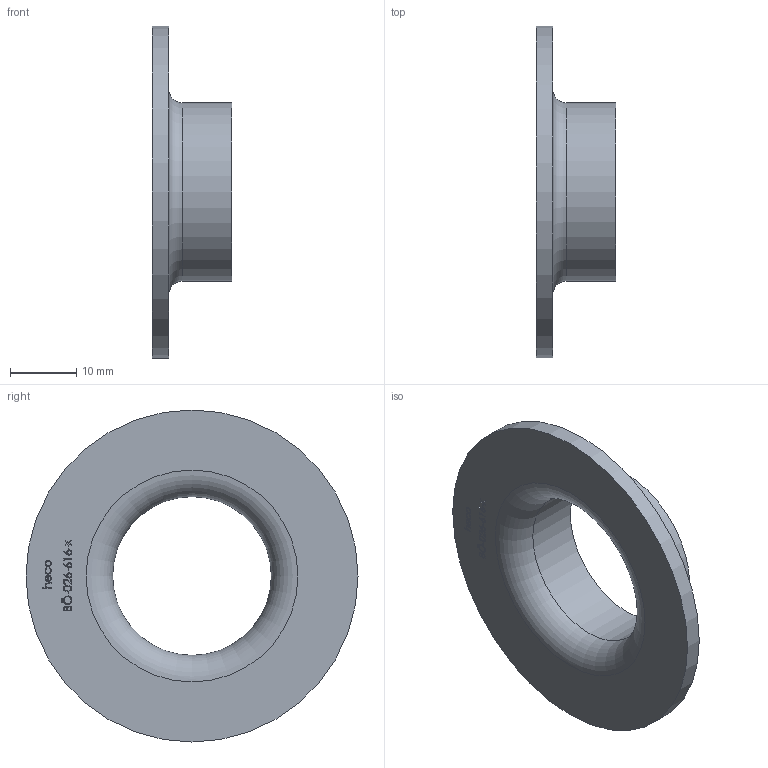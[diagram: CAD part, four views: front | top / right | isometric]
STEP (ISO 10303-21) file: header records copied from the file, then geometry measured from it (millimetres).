
FILE_DESCRIPTION (( 'STEP AP214' ), '1' );
FILE_NAME ('BÖ-026-616-x Vorschweissbördel 2010.STEP', '2020-10-09T08:05:55', ( '' ), ( '' ), 'SwSTEP 2.0', 'SolidWorks 2019', '' );
FILE_SCHEMA (( 'AUTOMOTIVE_DESIGN' ));
Length unit declared in the file: millimetre
Products named in the file (1): BÖ-026-616-x Vorschweissbördel 2010
Bounding box: 12 x 50 x 50 mm (x, y, z)
Volume: 4720.5 mm3; surface area: 4961.5 mm2
Topology: 1 solids, 1 shells, 204 faces, 521 edges, 347 vertices
Faces by surface type: bspline 102, plane 97, cylinder 3, torus 2
Full cylindrical faces by diameter (mm): 23.9 x1, 26.9 x1, 50 x1
Entity records: 13806 total; most frequent: CARTESIAN_POINT 7480, ORIENTED_EDGE 1030, DIRECTION 525, EDGE_CURVE 515, VERTEX_POINT 346, VECTOR 303, LINE 303, EDGE_LOOP 239
